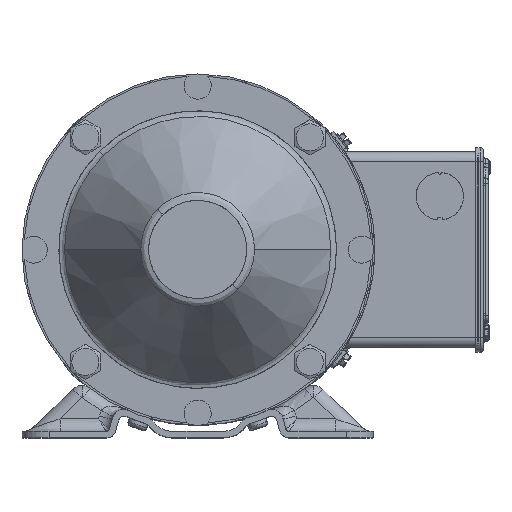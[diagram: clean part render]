
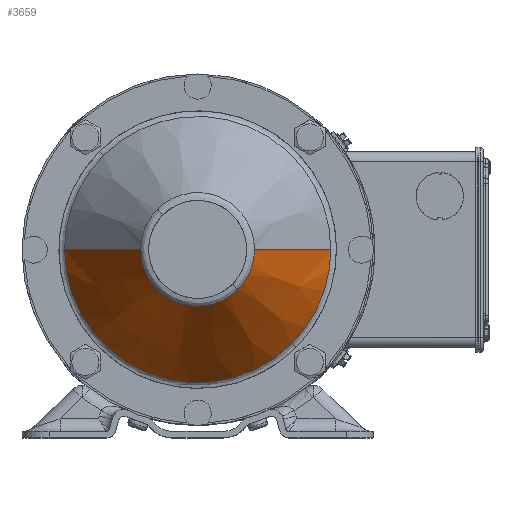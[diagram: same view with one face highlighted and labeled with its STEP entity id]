
A CAD part, top view. The second image highlights one B-rep face of the part: STEP entity #3659.
In plain terms, the highlighted conical face has half-angle 33.547 degrees and reference radius 62.558 mm.
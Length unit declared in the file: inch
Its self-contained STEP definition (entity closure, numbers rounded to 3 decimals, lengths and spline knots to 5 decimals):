
#3659 = ADVANCED_FACE ( 'NONE', ( #40787 ), #134176, .T. ) ;
#3801 = CARTESIAN_POINT ( 'NONE',  ( 1.74142, -1.74167, 11.27628 ) ) ;
#4092 = EDGE_CURVE ( 'NONE', #127368, #112764, #85683, .T. ) ;
#8073 = CARTESIAN_POINT ( 'NONE',  ( 2.46279, -0.00013, 11.27628 ) ) ;
#16160 = CIRCLE ( 'NONE', #63330, 2.46292 ) ;
#21824 = VECTOR ( 'NONE', #112970, 39.37008 ) ;
#22751 = CARTESIAN_POINT ( 'NONE',  ( 0.74323, -0.74348, 13.40525 ) ) ;
#25861 = EDGE_CURVE ( 'NONE', #127368, #76437, #136384, .T. ) ;
#26262 = DIRECTION ( 'NONE',  ( -0.707, 0.707, 0. ) ) ;
#35402 = AXIS2_PLACEMENT_3D ( 'NONE', #138031, #105679, #83502 ) ;
#36881 = CARTESIAN_POINT ( 'NONE',  ( -1.05139, -0.00013, 13.40525 ) ) ;
#37867 = ORIENTED_EDGE ( 'NONE', *, *, #4092, .F. ) ;
#40787 = FACE_OUTER_BOUND ( 'NONE', #120871, .T. ) ;
#40857 = DIRECTION ( 'NONE',  ( 0.553, 0., -0.833 ) ) ;
#44820 = CARTESIAN_POINT ( 'NONE',  ( -0.00013, -0.00013, 11.27628 ) ) ;
#47976 = DIRECTION ( 'NONE',  ( 0., 0., 1. ) ) ;
#53764 = DIRECTION ( 'NONE',  ( 0., 0., -1. ) ) ;
#54620 = DIRECTION ( 'NONE',  ( 0., 0., -1. ) ) ;
#56906 = DIRECTION ( 'NONE',  ( -0.707, 0.707, 0. ) ) ;
#57220 = EDGE_CURVE ( 'NONE', #93712, #118634, #79368, .T. ) ;
#61769 = AXIS2_PLACEMENT_3D ( 'NONE', #111036, #54620, #65755 ) ;
#63330 = AXIS2_PLACEMENT_3D ( 'NONE', #138194, #47976, #26262 ) ;
#65755 = DIRECTION ( 'NONE',  ( -0.707, 0.707, 0. ) ) ;
#72924 = EDGE_CURVE ( 'NONE', #136046, #93712, #120289, .T. ) ;
#75022 = CARTESIAN_POINT ( 'NONE',  ( -0.00013, -0.00013, 11.27628 ) ) ;
#76437 = VERTEX_POINT ( 'NONE', #22751 ) ;
#78250 = CIRCLE ( 'NONE', #35402, 1.05126 ) ;
#79147 = CARTESIAN_POINT ( 'NONE',  ( 2.46279, -0.00013, 11.27628 ) ) ;
#79368 = CIRCLE ( 'NONE', #135071, 2.46292 ) ;
#83502 = DIRECTION ( 'NONE',  ( -0.707, 0.707, 0. ) ) ;
#83721 = ORIENTED_EDGE ( 'NONE', *, *, #57220, .T. ) ;
#85460 = ORIENTED_EDGE ( 'NONE', *, *, #25861, .T. ) ;
#85683 = LINE ( 'NONE', #8073, #92621 ) ;
#92621 = VECTOR ( 'NONE', #40857, 39.37008 ) ;
#93712 = VERTEX_POINT ( 'NONE', #143106 ) ;
#105679 = DIRECTION ( 'NONE',  ( 0., 0., -1. ) ) ;
#107823 = ORIENTED_EDGE ( 'NONE', *, *, #135392, .T. ) ;
#111036 = CARTESIAN_POINT ( 'NONE',  ( -0.00013, -0.00013, 13.40525 ) ) ;
#112764 = VERTEX_POINT ( 'NONE', #79147 ) ;
#112867 = AXIS2_PLACEMENT_3D ( 'NONE', #75022, #53764, #141608 ) ;
#112970 = DIRECTION ( 'NONE',  ( -0.553, 0., -0.833 ) ) ;
#118634 = VERTEX_POINT ( 'NONE', #3801 ) ;
#120289 = LINE ( 'NONE', #133767, #21824 ) ;
#120541 = ORIENTED_EDGE ( 'NONE', *, *, #72924, .T. ) ;
#120871 = EDGE_LOOP ( 'NONE', ( #37867, #85460, #107823, #120541, #83721, #131456 ) ) ;
#122520 = DIRECTION ( 'NONE',  ( 0., 0., 1. ) ) ;
#124825 = CARTESIAN_POINT ( 'NONE',  ( 1.05113, -0.00013, 13.40525 ) ) ;
#127368 = VERTEX_POINT ( 'NONE', #124825 ) ;
#131456 = ORIENTED_EDGE ( 'NONE', *, *, #137741, .T. ) ;
#133767 = CARTESIAN_POINT ( 'NONE',  ( -2.46305, -0.00013, 11.27628 ) ) ;
#134176 = CONICAL_SURFACE ( 'NONE', #112867, 2.46292, 0.586 ) ;
#135071 = AXIS2_PLACEMENT_3D ( 'NONE', #44820, #122520, #56906 ) ;
#135392 = EDGE_CURVE ( 'NONE', #76437, #136046, #78250, .T. ) ;
#136046 = VERTEX_POINT ( 'NONE', #36881 ) ;
#136384 = CIRCLE ( 'NONE', #61769, 1.05126 ) ;
#137741 = EDGE_CURVE ( 'NONE', #118634, #112764, #16160, .T. ) ;
#138031 = CARTESIAN_POINT ( 'NONE',  ( -0.00013, -0.00013, 13.40525 ) ) ;
#138194 = CARTESIAN_POINT ( 'NONE',  ( -0.00013, -0.00013, 11.27628 ) ) ;
#141608 = DIRECTION ( 'NONE',  ( -1., 0., 0. ) ) ;
#143106 = CARTESIAN_POINT ( 'NONE',  ( -2.46305, -0.00013, 11.27628 ) ) ;
